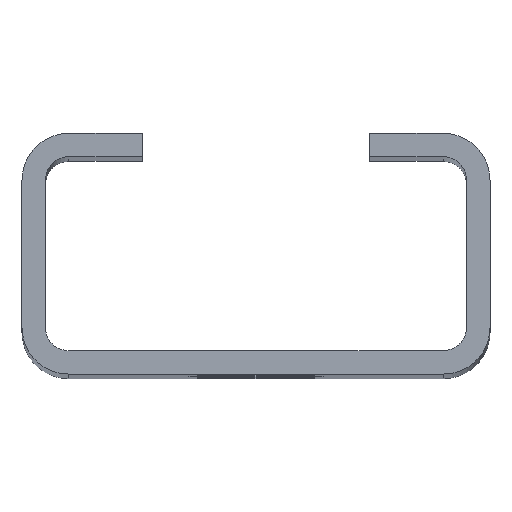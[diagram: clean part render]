
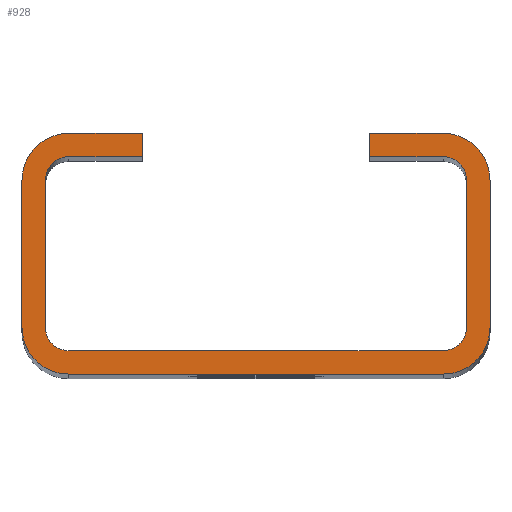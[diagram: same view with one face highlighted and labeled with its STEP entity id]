
A CAD part, top view. The second image highlights one B-rep face of the part: STEP entity #928.
In plain terms, the highlighted planar face has unit normal (0, 0, 1).
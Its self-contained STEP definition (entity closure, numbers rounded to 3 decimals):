
#2=DIRECTION('',(1.,0.,0.));
#3=VECTOR('',#2,5.5);
#4=CARTESIAN_POINT('',(8.5,7.25,200.));
#5=LINE('',#4,#3);
#10=DIRECTION('',(0.,-1.,0.));
#11=VECTOR('',#10,1.75);
#12=CARTESIAN_POINT('',(8.5,9.,200.));
#13=LINE('',#12,#11);
#98=DIRECTION('',(0.,-1.,0.));
#99=VECTOR('',#98,11.);
#100=CARTESIAN_POINT('',(15.75,5.5,200.));
#101=LINE('',#100,#99);
#106=CARTESIAN_POINT('',(14.,-5.5,200.));
#107=DIRECTION('',(0.,0.,1.));
#108=DIRECTION('',(0.,-1.,0.));
#109=AXIS2_PLACEMENT_3D('',#106,#107,#108);
#255=DIRECTION('',(1.,0.,0.));
#256=VECTOR('',#255,28.036);
#257=CARTESIAN_POINT('',(-14.036,-7.25,200.));
#258=LINE('',#257,#256);
#411=DIRECTION('',(-1.,0.,0.));
#412=VECTOR('',#411,28.072);
#413=CARTESIAN_POINT('',(14.036,-9.,200.));
#414=LINE('',#413,#412);
#531=CARTESIAN_POINT('',(14.036,-5.536,200.));
#532=DIRECTION('',(0.,0.,-1.));
#533=DIRECTION('',(1.,0.,0.));
#534=AXIS2_PLACEMENT_3D('',#531,#532,#533);
#544=DIRECTION('',(0.,1.,0.));
#545=VECTOR('',#544,11.036);
#546=CARTESIAN_POINT('',(17.5,-5.536,200.));
#547=LINE('',#546,#545);
#548=CARTESIAN_POINT('',(14.,5.5,200.));
#549=DIRECTION('',(0.,0.,1.));
#550=DIRECTION('',(1.,0.,0.));
#551=AXIS2_PLACEMENT_3D('',#548,#549,#550);
#561=DIRECTION('',(-1.,0.,0.));
#562=VECTOR('',#561,5.5);
#563=CARTESIAN_POINT('',(14.,9.,200.));
#564=LINE('',#563,#562);
#565=CARTESIAN_POINT('',(-14.036,-5.536,200.));
#566=DIRECTION('',(0.,0.,-1.));
#567=DIRECTION('',(0.,-1.,0.));
#568=AXIS2_PLACEMENT_3D('',#565,#566,#567);
#578=DIRECTION('',(0.,-1.,0.));
#579=VECTOR('',#578,11.036);
#580=CARTESIAN_POINT('',(-17.5,5.5,200.));
#581=LINE('',#580,#579);
#582=CARTESIAN_POINT('',(-14.,5.5,200.));
#583=DIRECTION('',(0.,0.,1.));
#584=DIRECTION('',(0.,1.,0.));
#585=AXIS2_PLACEMENT_3D('',#582,#583,#584);
#595=DIRECTION('',(-1.,0.,0.));
#596=VECTOR('',#595,5.5);
#597=CARTESIAN_POINT('',(-8.5,9.,200.));
#598=LINE('',#597,#596);
#603=DIRECTION('',(0.,1.,0.));
#604=VECTOR('',#603,1.75);
#605=CARTESIAN_POINT('',(-8.5,7.25,200.));
#606=LINE('',#605,#604);
#611=DIRECTION('',(1.,0.,0.));
#612=VECTOR('',#611,5.5);
#613=CARTESIAN_POINT('',(-14.,7.25,200.));
#614=LINE('',#613,#612);
#615=CARTESIAN_POINT('',(-14.,5.5,200.));
#616=DIRECTION('',(0.,0.,1.));
#617=DIRECTION('',(0.,1.,0.));
#618=AXIS2_PLACEMENT_3D('',#615,#616,#617);
#628=DIRECTION('',(0.,-1.,0.));
#629=VECTOR('',#628,11.036);
#630=CARTESIAN_POINT('',(-15.75,5.5,200.));
#631=LINE('',#630,#629);
#632=CARTESIAN_POINT('',(-14.036,-5.536,200.));
#633=DIRECTION('',(0.,0.,1.));
#634=DIRECTION('',(-1.,0.,0.));
#635=AXIS2_PLACEMENT_3D('',#632,#633,#634);
#645=CARTESIAN_POINT('',(14.,5.5,200.));
#646=DIRECTION('',(0.,0.,1.));
#647=DIRECTION('',(1.,0.,0.));
#648=AXIS2_PLACEMENT_3D('',#645,#646,#647);
#826=CARTESIAN_POINT('',(8.5,7.25,200.));
#827=CARTESIAN_POINT('',(14.,7.25,200.));
#828=VERTEX_POINT('',#826);
#829=VERTEX_POINT('',#827);
#830=CARTESIAN_POINT('',(14.,9.,200.));
#831=CARTESIAN_POINT('',(8.5,9.,200.));
#832=VERTEX_POINT('',#830);
#833=VERTEX_POINT('',#831);
#834=CARTESIAN_POINT('',(15.75,5.5,200.));
#835=VERTEX_POINT('',#834);
#836=CARTESIAN_POINT('',(17.5,5.5,200.));
#837=VERTEX_POINT('',#836);
#838=CARTESIAN_POINT('',(-14.036,-7.25,200.));
#839=CARTESIAN_POINT('',(14.,-7.25,200.));
#840=VERTEX_POINT('',#838);
#841=VERTEX_POINT('',#839);
#842=CARTESIAN_POINT('',(17.5,-5.536,200.));
#843=CARTESIAN_POINT('',(14.036,-9.,200.));
#844=VERTEX_POINT('',#842);
#845=VERTEX_POINT('',#843);
#846=CARTESIAN_POINT('',(-15.75,-5.536,200.));
#847=VERTEX_POINT('',#846);
#848=CARTESIAN_POINT('',(-15.75,5.5,200.));
#849=VERTEX_POINT('',#848);
#850=CARTESIAN_POINT('',(-14.036,-9.,200.));
#851=CARTESIAN_POINT('',(-17.5,-5.536,200.));
#852=VERTEX_POINT('',#850);
#853=VERTEX_POINT('',#851);
#854=CARTESIAN_POINT('',(-17.5,5.5,200.));
#855=VERTEX_POINT('',#854);
#856=CARTESIAN_POINT('',(15.75,-5.5,200.));
#857=VERTEX_POINT('',#856);
#858=CARTESIAN_POINT('',(-8.5,7.25,200.));
#859=CARTESIAN_POINT('',(-8.5,9.,200.));
#860=VERTEX_POINT('',#858);
#861=VERTEX_POINT('',#859);
#862=CARTESIAN_POINT('',(-14.,7.25,200.));
#863=VERTEX_POINT('',#862);
#864=CARTESIAN_POINT('',(-14.,9.,200.));
#865=VERTEX_POINT('',#864);
#882=CARTESIAN_POINT('',(0.,0.,200.));
#883=DIRECTION('',(0.,0.,1.));
#884=DIRECTION('',(1.,0.,0.));
#885=AXIS2_PLACEMENT_3D('',#882,#883,#884);
#886=PLANE('',#885);
#887=ORIENTED_EDGE('',*,*,#871,.F.);
#889=ORIENTED_EDGE('',*,*,#888,.F.);
#891=ORIENTED_EDGE('',*,*,#890,.F.);
#893=ORIENTED_EDGE('',*,*,#892,.F.);
#895=ORIENTED_EDGE('',*,*,#894,.F.);
#897=ORIENTED_EDGE('',*,*,#896,.T.);
#899=ORIENTED_EDGE('',*,*,#898,.T.);
#901=ORIENTED_EDGE('',*,*,#900,.T.);
#903=ORIENTED_EDGE('',*,*,#902,.F.);
#905=ORIENTED_EDGE('',*,*,#904,.F.);
#907=ORIENTED_EDGE('',*,*,#906,.F.);
#909=ORIENTED_EDGE('',*,*,#908,.F.);
#911=ORIENTED_EDGE('',*,*,#910,.F.);
#913=ORIENTED_EDGE('',*,*,#912,.T.);
#915=ORIENTED_EDGE('',*,*,#914,.T.);
#917=ORIENTED_EDGE('',*,*,#916,.T.);
#919=ORIENTED_EDGE('',*,*,#918,.T.);
#921=ORIENTED_EDGE('',*,*,#920,.T.);
#923=ORIENTED_EDGE('',*,*,#922,.F.);
#925=ORIENTED_EDGE('',*,*,#924,.T.);
#926=EDGE_LOOP('',(#887,#889,#891,#893,#895,#897,#899,#901,#903,#905,#907,#909,
#911,#913,#915,#917,#919,#921,#923,#925));
#927=FACE_OUTER_BOUND('',#926,.F.);
#928=ADVANCED_FACE('',(#927),#886,.T.);
#110=CIRCLE('',#109,1.75);
#535=CIRCLE('',#534,3.464);
#552=CIRCLE('',#551,3.5);
#569=CIRCLE('',#568,3.464);
#586=CIRCLE('',#585,3.5);
#619=CIRCLE('',#618,1.75);
#636=CIRCLE('',#635,1.714);
#649=CIRCLE('',#648,1.75);
#871=EDGE_CURVE('',#828,#829,#5,.T.);
#888=EDGE_CURVE('',#833,#828,#13,.T.);
#890=EDGE_CURVE('',#832,#833,#564,.T.);
#892=EDGE_CURVE('',#837,#832,#552,.T.);
#894=EDGE_CURVE('',#844,#837,#547,.T.);
#896=EDGE_CURVE('',#844,#845,#535,.T.);
#898=EDGE_CURVE('',#845,#852,#414,.T.);
#900=EDGE_CURVE('',#852,#853,#569,.T.);
#902=EDGE_CURVE('',#855,#853,#581,.T.);
#904=EDGE_CURVE('',#865,#855,#586,.T.);
#906=EDGE_CURVE('',#861,#865,#598,.T.);
#908=EDGE_CURVE('',#860,#861,#606,.T.);
#910=EDGE_CURVE('',#863,#860,#614,.T.);
#912=EDGE_CURVE('',#863,#849,#619,.T.);
#914=EDGE_CURVE('',#849,#847,#631,.T.);
#916=EDGE_CURVE('',#847,#840,#636,.T.);
#918=EDGE_CURVE('',#840,#841,#258,.T.);
#920=EDGE_CURVE('',#841,#857,#110,.T.);
#922=EDGE_CURVE('',#835,#857,#101,.T.);
#924=EDGE_CURVE('',#835,#829,#649,.T.);
